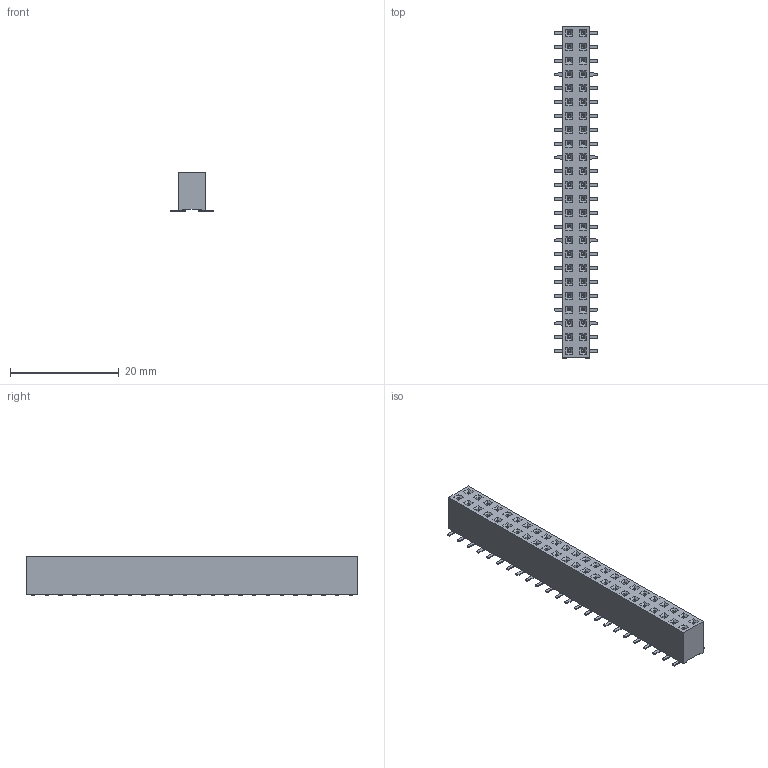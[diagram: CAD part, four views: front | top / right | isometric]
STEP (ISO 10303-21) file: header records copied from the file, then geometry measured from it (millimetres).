
FILE_DESCRIPTION(/* description */ ('model of PinSocket_2x24_P2.54mm_Vertical_SMD'),/* implementation_level */ '2;1');
FILE_NAME(/* name */ 'PinSocket_2x24_P2.54mm_Vertical_SMD.step',/* time_stamp */ '2017-11-27T00:17:02',/* author */ ('Terje Io','https://github.com/terjeio'),/* organization */ ('FreeCAD'),/* preprocessor_version */ 'OCC',/* originating_system */ 'kicad StepUp',/* authorisation */ '');
FILE_SCHEMA(('AUTOMOTIVE_DESIGN_CC2 { 1 2 10303 214 -1 1 5 4 }'));
Length unit declared in the file: millimetre
Products named in the file (1): PinSocket_2x24_P254mm_Vertical_SMD
Bounding box: 7.94 x 60.96 x 7.3 mm (x, y, z)
Volume: 2022.9 mm3; surface area: 2579.1 mm2
Topology: 1 solids, 1 shells, 1690 faces, 4248 edges, 2704 vertices
Faces by surface type: plane 1546, cylinder 144
Entity records: 32295 total; most frequent: ORIENTED_EDGE 6948, EDGE_CURVE 4248, CARTESIAN_POINT 4001, LINE 3766, VERTEX_POINT 2704, FACE_BOUND 1834, EDGE_LOOP 1834, AXIS2_PLACEMENT_3D 1690
